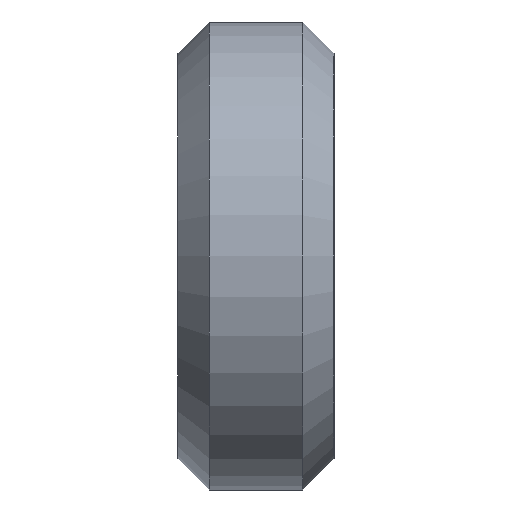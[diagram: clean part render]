
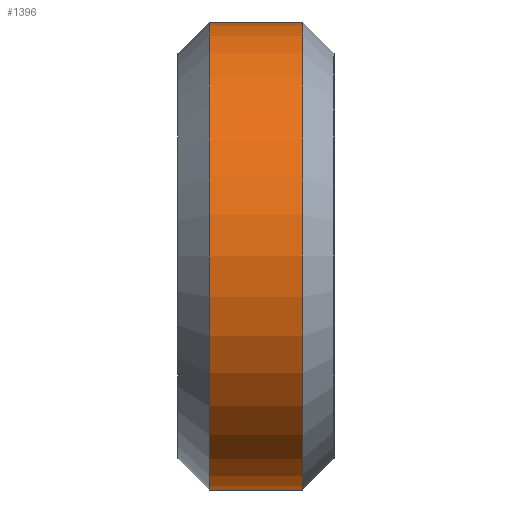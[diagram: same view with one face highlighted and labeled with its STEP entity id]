
A CAD part, left-side view. The second image highlights one B-rep face of the part: STEP entity #1396.
In plain terms, the highlighted cylindrical face has radius 7.5 mm (diameter 15 mm), a partial arc.
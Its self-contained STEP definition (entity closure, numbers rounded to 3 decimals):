
#6 = ORIENTED_EDGE ( 'NONE', *, *, #303, .T. ) ;
#13 = EDGE_CURVE ( 'NONE', #356, #677, #464, .T. ) ;
#73 = ORIENTED_EDGE ( 'NONE', *, *, #13, .F. ) ;
#87 = CARTESIAN_POINT ( 'NONE',  ( 0., 4., 7.5 ) ) ;
#95 = DIRECTION ( 'NONE',  ( 0., 1., 0. ) ) ;
#149 = CARTESIAN_POINT ( 'NONE',  ( 0., 4., -7.5 ) ) ;
#214 = DIRECTION ( 'NONE',  ( 0., 0., 1. ) ) ;
#247 = EDGE_CURVE ( 'NONE', #356, #545, #1282, .T. ) ;
#303 = EDGE_CURVE ( 'NONE', #545, #1498, #350, .T. ) ;
#350 = LINE ( 'NONE', #717, #755 ) ;
#356 = VERTEX_POINT ( 'NONE', #87 ) ;
#464 = LINE ( 'NONE', #1120, #812 ) ;
#505 = CIRCLE ( 'NONE', #1081, 7.5 ) ;
#523 = DIRECTION ( 'NONE',  ( 0., -1., 0. ) ) ;
#524 = EDGE_LOOP ( 'NONE', ( #73, #561, #6, #1026 ) ) ;
#526 = DIRECTION ( 'NONE',  ( 0., 0., -1. ) ) ;
#545 = VERTEX_POINT ( 'NONE', #149 ) ;
#554 = CARTESIAN_POINT ( 'NONE',  ( 0., 1., -7.5 ) ) ;
#561 = ORIENTED_EDGE ( 'NONE', *, *, #247, .T. ) ;
#677 = VERTEX_POINT ( 'NONE', #795 ) ;
#717 = CARTESIAN_POINT ( 'NONE',  ( 0., 5., -7.5 ) ) ;
#755 = VECTOR ( 'NONE', #1564, 1000. ) ;
#795 = CARTESIAN_POINT ( 'NONE',  ( 0., 1., 7.5 ) ) ;
#803 = CYLINDRICAL_SURFACE ( 'NONE', #813, 7.5 ) ;
#812 = VECTOR ( 'NONE', #1369, 1000. ) ;
#813 = AXIS2_PLACEMENT_3D ( 'NONE', #1013, #523, #526 ) ;
#814 = EDGE_CURVE ( 'NONE', #1498, #677, #505, .T. ) ;
#841 = DIRECTION ( 'NONE',  ( 0., -1., 0. ) ) ;
#851 = CARTESIAN_POINT ( 'NONE',  ( 0., 4., 0. ) ) ;
#984 = AXIS2_PLACEMENT_3D ( 'NONE', #851, #841, #214 ) ;
#1013 = CARTESIAN_POINT ( 'NONE',  ( 0., 5., 0. ) ) ;
#1026 = ORIENTED_EDGE ( 'NONE', *, *, #814, .T. ) ;
#1081 = AXIS2_PLACEMENT_3D ( 'NONE', #1345, #95, #1457 ) ;
#1120 = CARTESIAN_POINT ( 'NONE',  ( 0., 5., 7.5 ) ) ;
#1282 = CIRCLE ( 'NONE', #984, 7.5 ) ;
#1345 = CARTESIAN_POINT ( 'NONE',  ( 0., 1., 0. ) ) ;
#1369 = DIRECTION ( 'NONE',  ( 0., -1., 0. ) ) ;
#1391 = FACE_OUTER_BOUND ( 'NONE', #524, .T. ) ;
#1396 = ADVANCED_FACE ( 'NONE', ( #1391 ), #803, .T. ) ;
#1457 = DIRECTION ( 'NONE',  ( 0., 0., 1. ) ) ;
#1498 = VERTEX_POINT ( 'NONE', #554 ) ;
#1564 = DIRECTION ( 'NONE',  ( 0., -1., 0. ) ) ;
